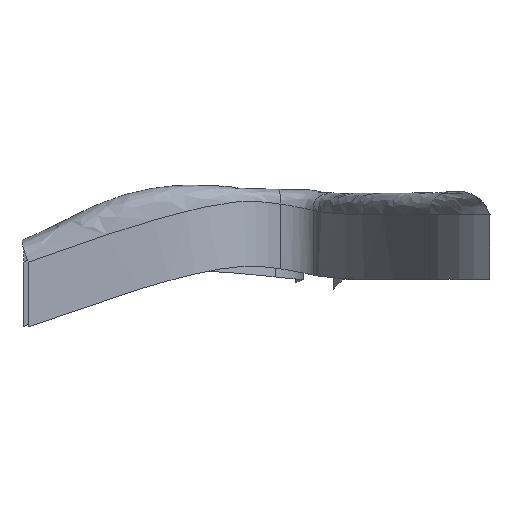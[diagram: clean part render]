
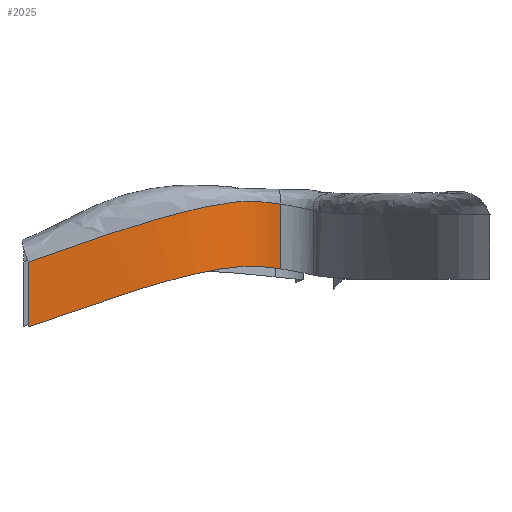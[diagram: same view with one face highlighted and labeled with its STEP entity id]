
A CAD part, left-side view. The second image highlights one B-rep face of the part: STEP entity #2025.
In plain terms, the highlighted free-form (B-spline) face has degree [3, 1] with [7, 2] control points.
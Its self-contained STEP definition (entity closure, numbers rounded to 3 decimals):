
#12 = CARTESIAN_POINT ( 'NONE',  ( -32.944, 64.022, -7.941 ) ) ;
#157 = CARTESIAN_POINT ( 'NONE',  ( -33.025, 64.546, -8.067 ) ) ;
#167 = CARTESIAN_POINT ( 'NONE',  ( -27.88, 19.493, 3.006 ) ) ;
#178 = CARTESIAN_POINT ( 'NONE',  ( -33.051, 46.363, -1.995 ) ) ;
#184 = CARTESIAN_POINT ( 'NONE',  ( -28.105, 14.43, -12.579 ) ) ;
#206 = FACE_OUTER_BOUND ( 'NONE', #2068, .T. ) ;
#209 = CARTESIAN_POINT ( 'NONE',  ( -33.425, 49.945, -17.698 ) ) ;
#225 = CARTESIAN_POINT ( 'NONE',  ( -32.462, 31.874, 2.023 ) ) ;
#229 = EDGE_CURVE ( 'NONE', #881, #2782, #295, .T. ) ;
#295 = LINE ( 'NONE', #1576, #1905 ) ;
#397 = CARTESIAN_POINT ( 'NONE',  ( -33., 73., -11. ) ) ;
#400 = CARTESIAN_POINT ( 'NONE',  ( -32.998, 68.168, -9.332 ) ) ;
#436 = CARTESIAN_POINT ( 'NONE',  ( -33.075, 59.72, -6.381 ) ) ;
#443 = B_SPLINE_SURFACE_WITH_KNOTS ( 'NONE', 3, 1, ( 
 ( #1395, #2768 ),
 ( #12, #1594 ),
 ( #2749, #209 ),
 ( #225, #2524 ),
 ( #1817, #2506 ),
 ( #447, #2042 ),
 ( #2272, #1140 ) ),
 .UNSPECIFIED., .F., .F., .F.,
 ( 4, 1, 1, 1, 4 ),
 ( 2, 2 ),
 ( 0., 0.188, 0.306, 0.363, 0.405 ),
 ( 0., 1. ),
 .UNSPECIFIED. ) ;
#447 = CARTESIAN_POINT ( 'NONE',  ( -27.706, 16.67, 2.765 ) ) ;
#485 = B_SPLINE_CURVE_WITH_KNOTS ( 'NONE', 3,
 ( #882, #2034, #855, #2925, #167, #2480, #2489, #1123, #2698, #2724, #1558, #2233, #1773, #1567, #1336, #2715, #1085, #2244, #2471, #2936, #178, #1103, #1809, #2942, #2689, #436, #863, #666, #157, #1313, #400, #1994, #2906, #2265 ),
 .UNSPECIFIED., .F., .F.,
 ( 4, 2, 2, 2, 2, 2, 2, 2, 2, 2, 2, 2, 2, 2, 2, 2, 4 ),
 ( 0., 0.025, 0.038, 0.051, 0.063, 0.076, 0.101, 0.127, 0.152, 0.202, 0.228, 0.253, 0.304, 0.329, 0.354, 0.38, 0.405 ),
 .UNSPECIFIED. ) ;
#524 = DIRECTION ( 'NONE',  ( 0., 0., -1. ) ) ;
#563 = VECTOR ( 'NONE', #524, 1000. ) ;
#666 = CARTESIAN_POINT ( 'NONE',  ( -33.037, 63.341, -7.643 ) ) ;
#709 = B_SPLINE_CURVE_WITH_KNOTS ( 'NONE', 3,
 ( #1269, #2195, #2000, #1583, #2912, #1780, #184 ),
 .UNSPECIFIED., .F., .F.,
 ( 4, 1, 1, 1, 4 ),
 ( 0., 0.188, 0.306, 0.363, 0.405 ),
 .UNSPECIFIED. ) ;
#761 = VERTEX_POINT ( 'NONE', #828 ) ;
#828 = CARTESIAN_POINT ( 'NONE',  ( -28.105, 14.43, 2.421 ) ) ;
#855 = CARTESIAN_POINT ( 'NONE',  ( -27.79, 16.946, 2.779 ) ) ;
#863 = CARTESIAN_POINT ( 'NONE',  ( -33.062, 60.928, -6.8 ) ) ;
#881 = VERTEX_POINT ( 'NONE', #397 ) ;
#882 = CARTESIAN_POINT ( 'NONE',  ( -28.105, 14.43, 2.421 ) ) ;
#1045 = ORIENTED_EDGE ( 'NONE', *, *, #229, .F. ) ;
#1085 = CARTESIAN_POINT ( 'NONE',  ( -32.247, 35.296, 1.012 ) ) ;
#1103 = CARTESIAN_POINT ( 'NONE',  ( -33.091, 48.806, -2.748 ) ) ;
#1123 = CARTESIAN_POINT ( 'NONE',  ( -28.442, 22.636, 3.075 ) ) ;
#1140 = CARTESIAN_POINT ( 'NONE',  ( -28.105, 14.43, -12.579 ) ) ;
#1206 = ORIENTED_EDGE ( 'NONE', *, *, #2931, .F. ) ;
#1227 = CARTESIAN_POINT ( 'NONE',  ( -28.105, 14.43, 2.421 ) ) ;
#1269 = CARTESIAN_POINT ( 'NONE',  ( -33., 73., -26. ) ) ;
#1313 = CARTESIAN_POINT ( 'NONE',  ( -33.005, 66.959, -8.911 ) ) ;
#1336 = CARTESIAN_POINT ( 'NONE',  ( -31.499, 31.624, 1.828 ) ) ;
#1395 = CARTESIAN_POINT ( 'NONE',  ( -33., 73., -11. ) ) ;
#1400 = CARTESIAN_POINT ( 'NONE',  ( -28.105, 14.43, -12.579 ) ) ;
#1484 = EDGE_CURVE ( 'NONE', #761, #881, #485, .T. ) ;
#1507 = LINE ( 'NONE', #1227, #563 ) ;
#1558 = CARTESIAN_POINT ( 'NONE',  ( -29.226, 25.065, 2.915 ) ) ;
#1567 = CARTESIAN_POINT ( 'NONE',  ( -31.171, 30.41, 2.072 ) ) ;
#1576 = CARTESIAN_POINT ( 'NONE',  ( -33., 73., -11. ) ) ;
#1583 = CARTESIAN_POINT ( 'NONE',  ( -32.462, 31.874, -12.977 ) ) ;
#1594 = CARTESIAN_POINT ( 'NONE',  ( -32.944, 64.022, -22.941 ) ) ;
#1773 = CARTESIAN_POINT ( 'NONE',  ( -30.367, 28.023, 2.511 ) ) ;
#1780 = CARTESIAN_POINT ( 'NONE',  ( -27.706, 16.67, -12.235 ) ) ;
#1809 = CARTESIAN_POINT ( 'NONE',  ( -33.103, 50.024, -3.134 ) ) ;
#1817 = CARTESIAN_POINT ( 'NONE',  ( -27.747, 22.208, 3.396 ) ) ;
#1905 = VECTOR ( 'NONE', #2004, 1000. ) ;
#1994 = CARTESIAN_POINT ( 'NONE',  ( -32.991, 70.582, -10.171 ) ) ;
#2000 = CARTESIAN_POINT ( 'NONE',  ( -33.425, 49.945, -17.698 ) ) ;
#2004 = DIRECTION ( 'NONE',  ( 0., 0., -1. ) ) ;
#2025 = ADVANCED_FACE ( 'NONE', ( #206 ), #443, .T. ) ;
#2034 = CARTESIAN_POINT ( 'NONE',  ( -27.884, 15.676, 2.611 ) ) ;
#2042 = CARTESIAN_POINT ( 'NONE',  ( -27.706, 16.67, -12.235 ) ) ;
#2068 = EDGE_LOOP ( 'NONE', ( #1206, #1045, #2941, #2632 ) ) ;
#2195 = CARTESIAN_POINT ( 'NONE',  ( -32.944, 64.022, -22.941 ) ) ;
#2233 = CARTESIAN_POINT ( 'NONE',  ( -29.894, 26.849, 2.705 ) ) ;
#2244 = CARTESIAN_POINT ( 'NONE',  ( -32.742, 38.991, 0.107 ) ) ;
#2265 = CARTESIAN_POINT ( 'NONE',  ( -33., 73., -11. ) ) ;
#2270 = VERTEX_POINT ( 'NONE', #1400 ) ;
#2272 = CARTESIAN_POINT ( 'NONE',  ( -28.105, 14.43, 2.421 ) ) ;
#2366 = EDGE_CURVE ( 'NONE', #761, #2270, #1507, .T. ) ;
#2420 = CARTESIAN_POINT ( 'NONE',  ( -33., 73., -26. ) ) ;
#2471 = CARTESIAN_POINT ( 'NONE',  ( -32.896, 41.457, -0.561 ) ) ;
#2480 = CARTESIAN_POINT ( 'NONE',  ( -28.038, 20.761, 3.07 ) ) ;
#2489 = CARTESIAN_POINT ( 'NONE',  ( -28.152, 21.391, 3.085 ) ) ;
#2506 = CARTESIAN_POINT ( 'NONE',  ( -27.747, 22.208, -11.604 ) ) ;
#2524 = CARTESIAN_POINT ( 'NONE',  ( -32.462, 31.874, -12.977 ) ) ;
#2632 = ORIENTED_EDGE ( 'NONE', *, *, #2366, .T. ) ;
#2689 = CARTESIAN_POINT ( 'NONE',  ( -33.107, 56.095, -5.133 ) ) ;
#2698 = CARTESIAN_POINT ( 'NONE',  ( -28.618, 23.251, 3.051 ) ) ;
#2715 = CARTESIAN_POINT ( 'NONE',  ( -32.037, 34.066, 1.298 ) ) ;
#2724 = CARTESIAN_POINT ( 'NONE',  ( -29.01, 24.465, 2.971 ) ) ;
#2749 = CARTESIAN_POINT ( 'NONE',  ( -33.425, 49.945, -2.698 ) ) ;
#2768 = CARTESIAN_POINT ( 'NONE',  ( -33., 73., -26. ) ) ;
#2782 = VERTEX_POINT ( 'NONE', #2420 ) ;
#2906 = CARTESIAN_POINT ( 'NONE',  ( -32.992, 71.788, -10.588 ) ) ;
#2912 = CARTESIAN_POINT ( 'NONE',  ( -27.747, 22.208, -11.604 ) ) ;
#2925 = CARTESIAN_POINT ( 'NONE',  ( -27.836, 18.855, 2.958 ) ) ;
#2931 = EDGE_CURVE ( 'NONE', #2782, #2270, #709, .T. ) ;
#2936 = CARTESIAN_POINT ( 'NONE',  ( -33.024, 45.139, -1.628 ) ) ;
#2941 = ORIENTED_EDGE ( 'NONE', *, *, #1484, .F. ) ;
#2942 = CARTESIAN_POINT ( 'NONE',  ( -33.12, 53.673, -4.315 ) ) ;
